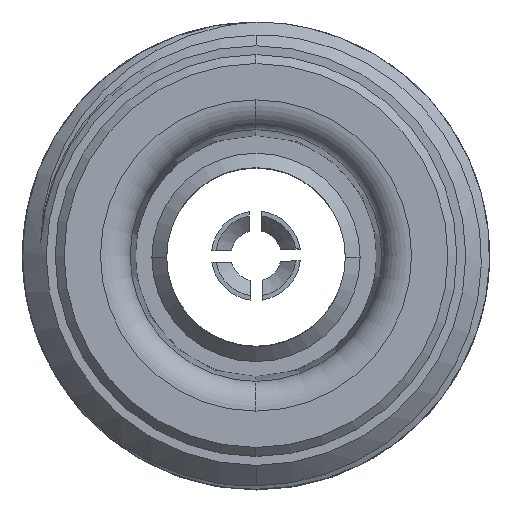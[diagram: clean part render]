
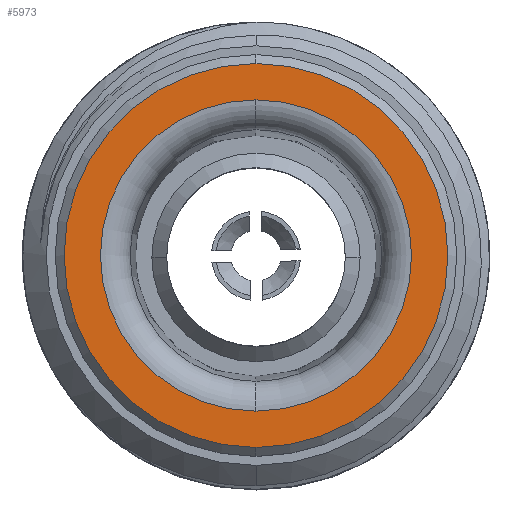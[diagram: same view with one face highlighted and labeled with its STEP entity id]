
A CAD part, top view. The second image highlights one B-rep face of the part: STEP entity #5973.
In plain terms, the highlighted planar face has unit normal (0, 0, 1).
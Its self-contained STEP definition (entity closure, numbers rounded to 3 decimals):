
#109 = VERTEX_POINT ( 'NONE', #2136 ) ;
#300 = DIRECTION ( 'NONE',  ( 0., 0., -1. ) ) ;
#347 = CARTESIAN_POINT ( 'NONE',  ( -17.79, -22.154, 48.02 ) ) ;
#837 = AXIS2_PLACEMENT_3D ( 'NONE', #3885, #2285, #6762 ) ;
#994 = ORIENTED_EDGE ( 'NONE', *, *, #7626, .T. ) ;
#1038 = ORIENTED_EDGE ( 'NONE', *, *, #6796, .T. ) ;
#1221 = EDGE_CURVE ( 'NONE', #6884, #5135, #3215, .T. ) ;
#1243 = AXIS2_PLACEMENT_3D ( 'NONE', #8473, #3533, #6498 ) ;
#1802 = DIRECTION ( 'NONE',  ( 0., -1., 0. ) ) ;
#2136 = CARTESIAN_POINT ( 'NONE',  ( -17.79, -27.382, 48.02 ) ) ;
#2285 = DIRECTION ( 'NONE',  ( 0., 0., 1. ) ) ;
#2462 = CIRCLE ( 'NONE', #7725, 5.228 ) ;
#2628 = FACE_BOUND ( 'NONE', #8636, .T. ) ;
#3201 = CIRCLE ( 'NONE', #8030, 5.228 ) ;
#3215 = CIRCLE ( 'NONE', #837, 6.45 ) ;
#3231 = FACE_OUTER_BOUND ( 'NONE', #6999, .T. ) ;
#3476 = ORIENTED_EDGE ( 'NONE', *, *, #1221, .T. ) ;
#3533 = DIRECTION ( 'NONE',  ( 0., 0., 1. ) ) ;
#3578 = CARTESIAN_POINT ( 'NONE',  ( -17.79, -15.704, 48.02 ) ) ;
#3885 = CARTESIAN_POINT ( 'NONE',  ( -17.79, -22.154, 48.02 ) ) ;
#5135 = VERTEX_POINT ( 'NONE', #8455 ) ;
#5377 = DIRECTION ( 'NONE',  ( 0., 0., -1. ) ) ;
#5501 = PLANE ( 'NONE',  #6336 ) ;
#5954 = DIRECTION ( 'NONE',  ( 0., -1., 0. ) ) ;
#5973 = ADVANCED_FACE ( 'NONE', ( #3231, #2628 ), #5501, .T. ) ;
#5999 = CARTESIAN_POINT ( 'NONE',  ( -17.79, -22.154, 48.02 ) ) ;
#6071 = DIRECTION ( 'NONE',  ( 0., 0., 1. ) ) ;
#6187 = CIRCLE ( 'NONE', #1243, 6.45 ) ;
#6336 = AXIS2_PLACEMENT_3D ( 'NONE', #8369, #6071, #8935 ) ;
#6498 = DIRECTION ( 'NONE',  ( 0., -1., 0. ) ) ;
#6635 = VERTEX_POINT ( 'NONE', #8671 ) ;
#6762 = DIRECTION ( 'NONE',  ( 0., -1., 0. ) ) ;
#6796 = EDGE_CURVE ( 'NONE', #5135, #6884, #6187, .T. ) ;
#6884 = VERTEX_POINT ( 'NONE', #3578 ) ;
#6999 = EDGE_LOOP ( 'NONE', ( #3476, #1038 ) ) ;
#7114 = ORIENTED_EDGE ( 'NONE', *, *, #7696, .T. ) ;
#7626 = EDGE_CURVE ( 'NONE', #109, #6635, #2462, .T. ) ;
#7696 = EDGE_CURVE ( 'NONE', #6635, #109, #3201, .T. ) ;
#7725 = AXIS2_PLACEMENT_3D ( 'NONE', #5999, #300, #5954 ) ;
#8030 = AXIS2_PLACEMENT_3D ( 'NONE', #347, #5377, #1802 ) ;
#8369 = CARTESIAN_POINT ( 'NONE',  ( -17.79, -15.404, 48.02 ) ) ;
#8455 = CARTESIAN_POINT ( 'NONE',  ( -17.79, -28.604, 48.02 ) ) ;
#8473 = CARTESIAN_POINT ( 'NONE',  ( -17.79, -22.154, 48.02 ) ) ;
#8636 = EDGE_LOOP ( 'NONE', ( #994, #7114 ) ) ;
#8671 = CARTESIAN_POINT ( 'NONE',  ( -17.79, -16.925, 48.02 ) ) ;
#8935 = DIRECTION ( 'NONE',  ( 0., -1., 0. ) ) ;
